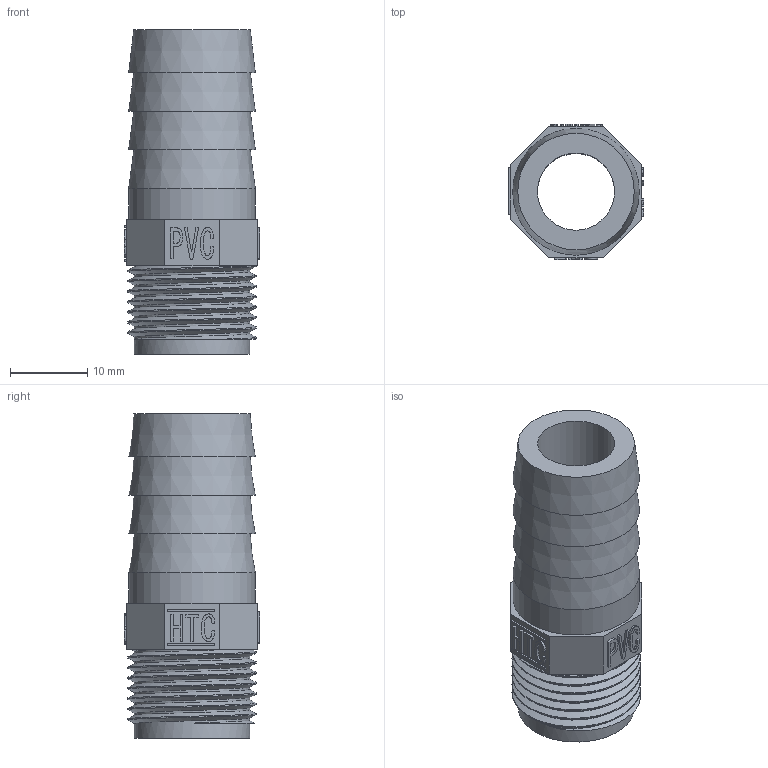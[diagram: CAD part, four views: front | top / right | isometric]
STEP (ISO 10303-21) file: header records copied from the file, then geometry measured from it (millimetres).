
FILE_DESCRIPTION(/* description */ (''),/* implementation_level */ '2;1');
FILE_NAME(/* name */ '3÷8X16软接外螺纹.stp',/* time_stamp */ '2023-12-29T09:11:48+08:00',/* author */ (''),/* organization */ (''),/* preprocessor_version */ 'ST-DEVELOPER v16',/* originating_system */ 'SIEMENS PLM Software NX 10.0',/* authorisation */ '');
FILE_SCHEMA (('AUTOMOTIVE_DESIGN { 1 0 10303 214 3 1 1 1 }'));
Length unit declared in the file: millimetre
Products named in the file (1): gelv0C8877FEej4r
Bounding box: 17.6 x 17.6 x 42.1 mm (x, y, z)
Volume: 5194.8 mm3; surface area: 4282.8 mm2
Topology: 1 solids, 1 shells, 251 faces, 653 edges, 435 vertices
Faces by surface type: plane 142, extrusion 92, cylinder 11, cone 4, bspline 2
Full cylindrical faces by diameter (mm): 10 x1, 14.95 x7, 16.4 x1
Entity records: 10158 total; most frequent: CARTESIAN_POINT 4937, ORIENTED_EDGE 1248, DIRECTION 644, EDGE_CURVE 624, B_SPLINE_CURVE_WITH_KNOTS 482, VERTEX_POINT 420, VECTOR 310, EDGE_LOOP 284
